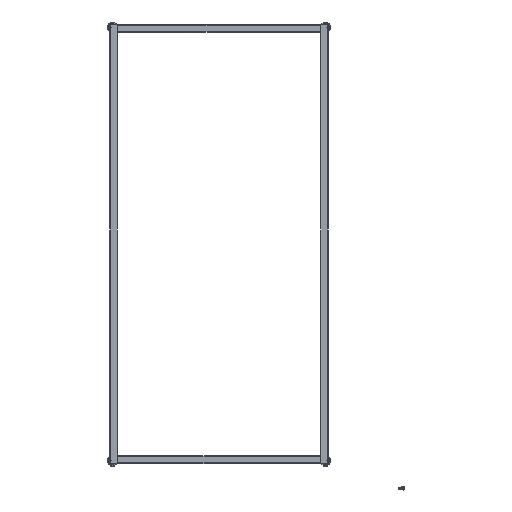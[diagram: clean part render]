
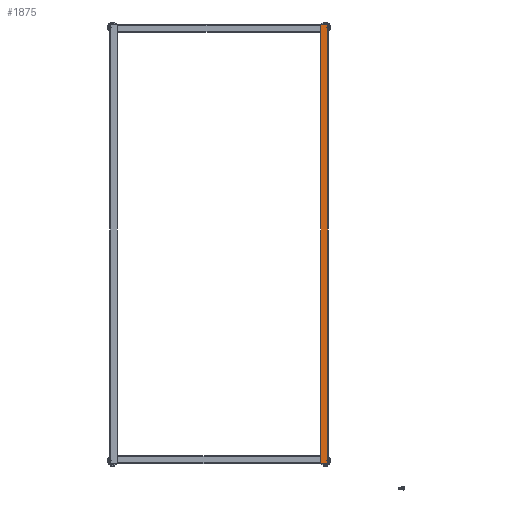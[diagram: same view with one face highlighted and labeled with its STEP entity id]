
A CAD part, front view. The second image highlights one B-rep face of the part: STEP entity #1875.
In plain terms, the highlighted face is planar.
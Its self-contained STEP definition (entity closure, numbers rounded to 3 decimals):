
#419=LINE($,#2890,#519);
#420=LINE($,#2892,#520);
#421=LINE($,#2894,#521);
#422=LINE($,#2895,#522);
#519=VECTOR($,#2268,40.);
#520=VECTOR($,#2269,2290.);
#521=VECTOR($,#2270,40.);
#522=VECTOR($,#2271,2290.);
#619=PLANE($,#1990);
#770=FACE_OUTER_BOUND($,#857,.T.);
#857=EDGE_LOOP($,(#1454,#1455,#1456,#1457));
#1108=VERTEX_POINT($,#2888);
#1109=VERTEX_POINT($,#2889);
#1110=VERTEX_POINT($,#2891);
#1111=VERTEX_POINT($,#2893);
#1257=EDGE_CURVE($,#1108,#1109,#419,.T.);
#1258=EDGE_CURVE($,#1108,#1110,#420,.T.);
#1259=EDGE_CURVE($,#1111,#1110,#421,.T.);
#1260=EDGE_CURVE($,#1109,#1111,#422,.T.);
#1454=ORIENTED_EDGE($,*,*,#1257,.F.);
#1455=ORIENTED_EDGE($,*,*,#1258,.T.);
#1456=ORIENTED_EDGE($,*,*,#1259,.F.);
#1457=ORIENTED_EDGE($,*,*,#1260,.F.);
#1875=ADVANCED_FACE($,(#770),#619,.T.);
#1990=AXIS2_PLACEMENT_3D($,#2887,#2266,#2267);
#2266=DIRECTION('center_axis',(-1.,0.,0.));
#2267=DIRECTION('ref_axis',(0.,-1.,0.));
#2268=DIRECTION($,(0.,1.,0.));
#2269=DIRECTION($,(0.,0.,1.));
#2270=DIRECTION($,(0.,-1.,0.));
#2271=DIRECTION($,(0.,0.,1.));
#2887=CARTESIAN_POINT('Origin',(-50.,40.,0.));
#2888=CARTESIAN_POINT('',(-50.,0.,0.));
#2889=CARTESIAN_POINT('',(-50.,40.,0.));
#2890=CARTESIAN_POINT($,(-50.,0.,0.));
#2891=CARTESIAN_POINT('',(-50.,0.,2290.));
#2892=CARTESIAN_POINT($,(-50.,0.,0.));
#2893=CARTESIAN_POINT('',(-50.,40.,2290.));
#2894=CARTESIAN_POINT($,(-50.,0.,2290.));
#2895=CARTESIAN_POINT($,(-50.,40.,0.));
